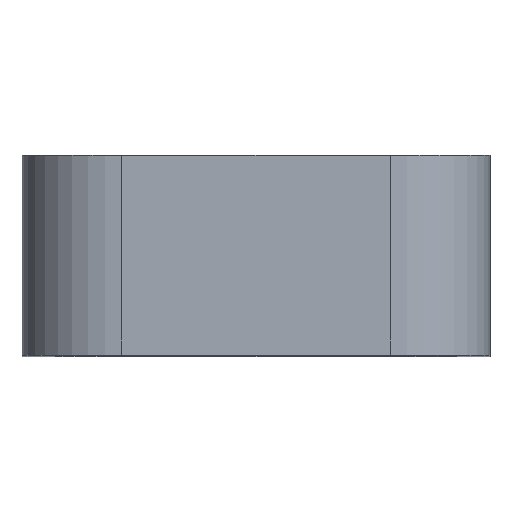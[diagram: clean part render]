
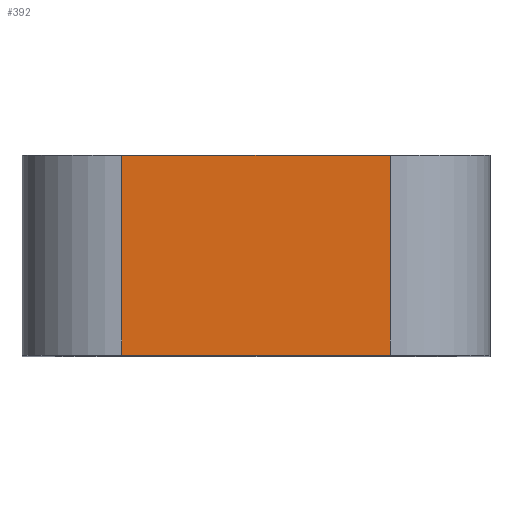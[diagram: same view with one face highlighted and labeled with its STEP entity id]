
A CAD part, top view. The second image highlights one B-rep face of the part: STEP entity #392.
In plain terms, the highlighted planar face has unit normal (0, 0, 1).
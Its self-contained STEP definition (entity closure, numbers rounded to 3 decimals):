
#124=CARTESIAN_POINT('',(40.25,-3.0,149.0));
#125=VERTEX_POINT('',#124);
#133=CARTESIAN_POINT('',(-40.25,-3.0,149.0));
#134=VERTEX_POINT('',#133);
#135=CARTESIAN_POINT('',(40.25,-3.0,149.0));
#136=DIRECTION('',(-1.0,0.0,0.0));
#137=VECTOR('',#136,80.5);
#138=LINE('',#135,#137);
#139=EDGE_CURVE('',#125,#134,#138,.T.);
#277=CARTESIAN_POINT('',(40.25,57.0,149.0));
#278=VERTEX_POINT('',#277);
#286=CARTESIAN_POINT('',(40.25,57.0,149.0));
#287=DIRECTION('',(0.0,-1.0,0.0));
#288=VECTOR('',#287,60.0);
#289=LINE('',#286,#288);
#290=EDGE_CURVE('',#278,#125,#289,.T.);
#356=CARTESIAN_POINT('',(-40.25,57.0,149.0));
#357=VERTEX_POINT('',#356);
#367=CARTESIAN_POINT('',(-40.25,-3.0,149.0));
#368=DIRECTION('',(0.0,1.0,0.0));
#369=VECTOR('',#368,60.0);
#370=LINE('',#367,#369);
#371=EDGE_CURVE('',#134,#357,#370,.T.);
#376=CARTESIAN_POINT('',(-70.25,0.0,149.0));
#377=DIRECTION('',(0.0,0.0,1.0));
#378=DIRECTION('',(1.0,0.0,0.0));
#379=AXIS2_PLACEMENT_3D('',#376,#377,#378);
#380=PLANE('',#379);
#381=ORIENTED_EDGE('',*,*,#290,.F.);
#382=CARTESIAN_POINT('',(-40.25,57.0,149.0));
#383=DIRECTION('',(1.0,0.0,0.0));
#384=VECTOR('',#383,80.5);
#385=LINE('',#382,#384);
#386=EDGE_CURVE('',#357,#278,#385,.T.);
#387=ORIENTED_EDGE('',*,*,#386,.F.);
#388=ORIENTED_EDGE('',*,*,#371,.F.);
#389=ORIENTED_EDGE('',*,*,#139,.F.);
#390=EDGE_LOOP('',(#381,#387,#388,#389));
#391=FACE_OUTER_BOUND('',#390,.T.);
#392=ADVANCED_FACE('',(#391),#380,.T.);
